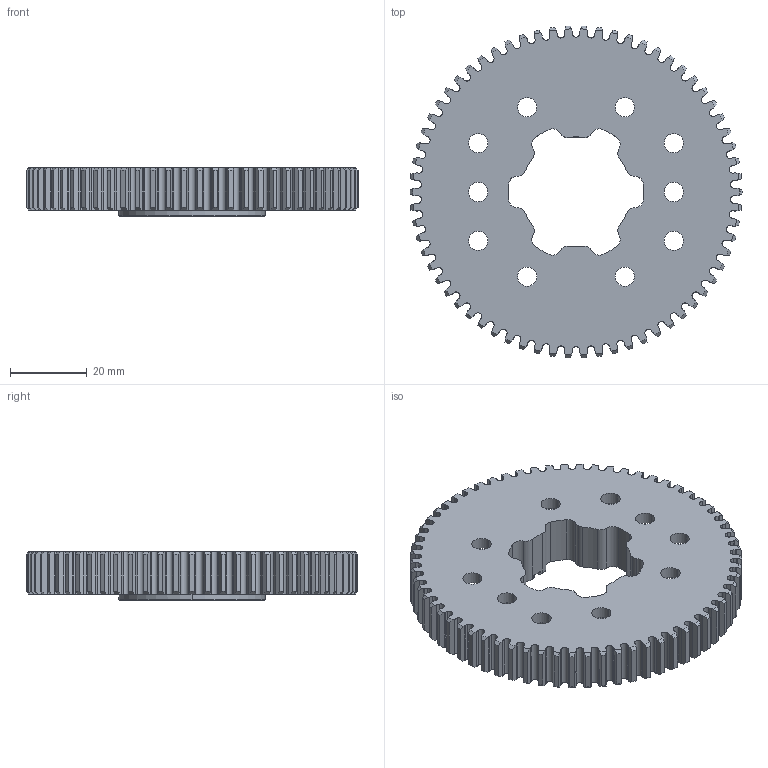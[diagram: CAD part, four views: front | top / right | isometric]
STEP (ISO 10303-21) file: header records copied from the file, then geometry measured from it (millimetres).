
FILE_DESCRIPTION (( 'STEP AP203' ), '1' );
FILE_NAME ('REV-21-3027.STEP', '2024-12-10T21:14:43', ( '' ), ( '' ), 'SwSTEP 2.0', 'SolidWorks 2022', '' );
FILE_SCHEMA (( 'CONFIG_CONTROL_DESIGN' ));
Length unit declared in the file: inch
Products named in the file (1): REV-21-3027
Bounding box: 86.26 x 86.21 x 12.7 mm (x, y, z)
Volume: 22766.8 mm3; surface area: 19612.2 mm2
Topology: 1 solids, 1 shells, 770 faces, 2295 edges, 1528 vertices
Faces by surface type: bspline 264, cylinder 226, plane 139, cone 137, torus 4
Entity records: 33938 total; most frequent: CARTESIAN_POINT 14903, ORIENTED_EDGE 4590, DIRECTION 3113, EDGE_CURVE 2295, VERTEX_POINT 1528, AXIS2_PLACEMENT_3D 1108, LINE 897, VECTOR 897
